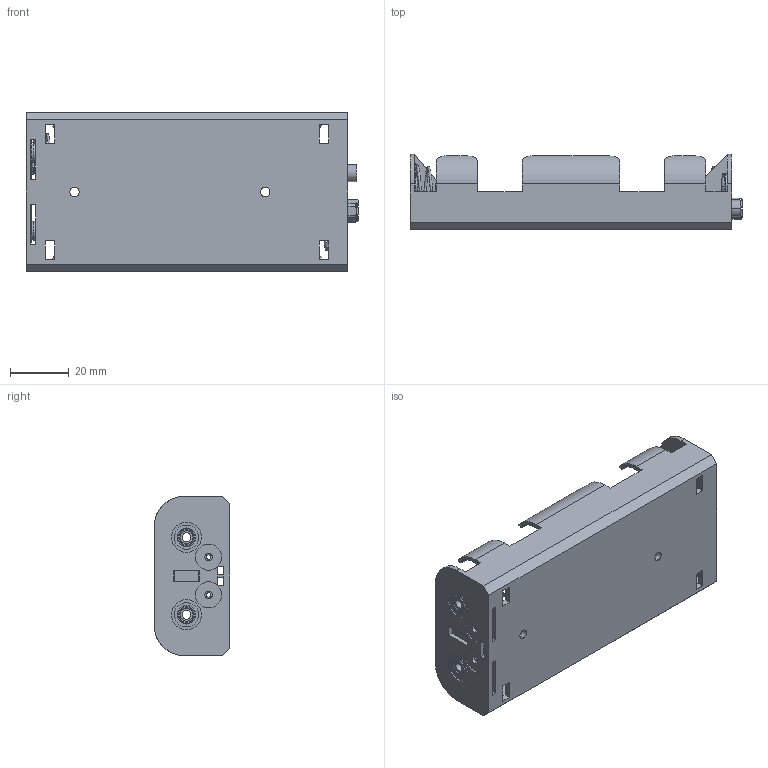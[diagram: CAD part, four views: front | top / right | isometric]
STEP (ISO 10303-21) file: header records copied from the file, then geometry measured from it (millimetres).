
FILE_DESCRIPTION (( 'STEP AP214' ), '1' );
FILE_NAME ('BH24CSF.STEP', '2019-11-19T14:35:43', ( '' ), ( '' ), 'SwSTEP 2.0', 'SolidWorks 2017', '' );
FILE_SCHEMA (( 'AUTOMOTIVE_DESIGN' ));
Length unit declared in the file: inch
Products named in the file (1): BH24CSF
Bounding box: 112.7 x 25.68 x 53.98 mm (x, y, z)
Volume: 21729.1 mm3; surface area: 31419.2 mm2
Topology: 7 solids, 7 shells, 503 faces, 1332 edges, 872 vertices
Faces by surface type: plane 297, cylinder 166, torus 36, bspline 4
Entity records: 19684 total; most frequent: CARTESIAN_POINT 6684, DIRECTION 2684, ORIENTED_EDGE 2664, EDGE_CURVE 1332, AXIS2_PLACEMENT_3D 896, LINE 892, VECTOR 892, VERTEX_POINT 872
